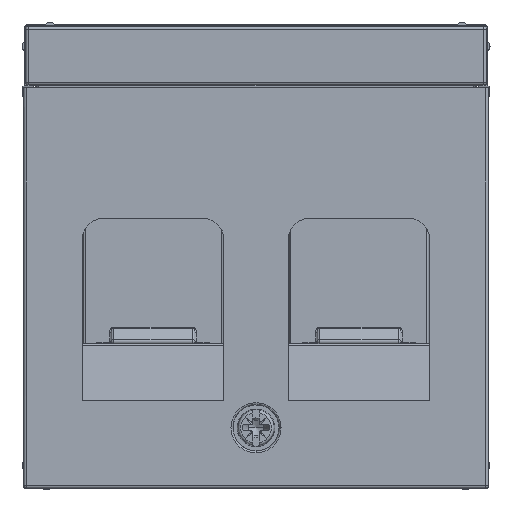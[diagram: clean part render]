
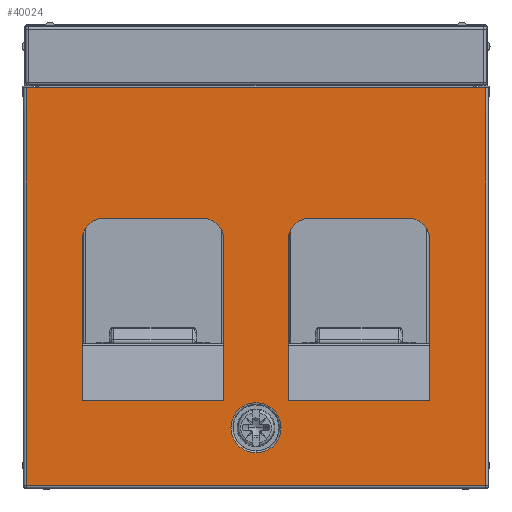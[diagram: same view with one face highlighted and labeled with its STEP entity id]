
A CAD part, top view. The second image highlights one B-rep face of the part: STEP entity #40024.
In plain terms, the highlighted face is planar.
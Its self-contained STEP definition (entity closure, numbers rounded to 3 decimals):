
#10384=DIRECTION('',(-1.,0.,0.));
#10385=VECTOR('',#10384,54.881);
#10386=CARTESIAN_POINT('',(27.44,10.,-20.087));
#10387=LINE('18689',#10386,#10385);
#10388=DIRECTION('',(0.,0.,-1.));
#10389=VECTOR('',#10388,47.527);
#10390=CARTESIAN_POINT('',(27.44,10.,27.44));
#10391=LINE('18712',#10390,#10389);
#10392=DIRECTION('',(1.,0.,0.));
#10393=VECTOR('',#10392,54.881);
#10394=CARTESIAN_POINT('',(-27.44,10.,27.44));
#10395=LINE('15174',#10394,#10393);
#10396=DIRECTION('',(0.,0.,1.));
#10397=VECTOR('',#10396,47.527);
#10398=CARTESIAN_POINT('',(-27.44,10.,-20.087));
#10399=LINE('18713',#10398,#10397);
#10400=DIRECTION('',(1.,0.,0.));
#10401=VECTOR('',#10400,16.9);
#10402=CARTESIAN_POINT('',(3.85,10.,17.3));
#10403=LINE('35466',#10402,#10401);
#10404=DIRECTION('',(-1.,0.,0.));
#10405=VECTOR('',#10404,16.9);
#10406=CARTESIAN_POINT('',(-3.85,10.,17.3));
#10407=LINE('35467',#10406,#10405);
#10408=CARTESIAN_POINT('',(0.,10.,20.53));
#10409=DIRECTION('',(0.,-1.,0.));
#10410=DIRECTION('',(0.,0.,1.));
#10411=AXIS2_PLACEMENT_3D('',#10408,#10409,#10410);
#10413=CARTESIAN_POINT('',(0.,10.,20.53));
#10414=DIRECTION('',(0.,-1.,0.));
#10415=DIRECTION('',(1.,0.,0.));
#10416=AXIS2_PLACEMENT_3D('',#10413,#10414,#10415);
#15654=DIRECTION('',(0.,0.,-1.));
#15655=VECTOR('',#15654,19.3);
#15656=CARTESIAN_POINT('',(3.85,10.,17.3));
#15657=LINE('35852',#15656,#15655);
#15680=CARTESIAN_POINT('',(6.35,10.,-2.));
#15681=DIRECTION('',(0.,-1.,0.));
#15682=DIRECTION('',(-1.,0.,0.));
#15683=AXIS2_PLACEMENT_3D('',#15680,#15681,#15682);
#15689=DIRECTION('',(1.,0.,0.));
#15690=VECTOR('',#15689,11.9);
#15691=CARTESIAN_POINT('',(6.35,10.,-4.5));
#15692=LINE('35859',#15691,#15690);
#15719=CARTESIAN_POINT('',(18.25,10.,-2.));
#15720=DIRECTION('',(0.,-1.,0.));
#15721=DIRECTION('',(0.,0.,-1.));
#15722=AXIS2_PLACEMENT_3D('',#15719,#15720,#15721);
#15728=DIRECTION('',(0.,0.,1.));
#15729=VECTOR('',#15728,19.3);
#15730=CARTESIAN_POINT('',(20.75,10.,-2.));
#15731=LINE('35851',#15730,#15729);
#17990=DIRECTION('',(0.,0.,-1.));
#17991=VECTOR('',#17990,19.3);
#17992=CARTESIAN_POINT('',(-20.75,10.,17.3));
#17993=LINE('35856',#17992,#17991);
#18016=CARTESIAN_POINT('',(-18.25,10.,-2.));
#18017=DIRECTION('',(0.,-1.,0.));
#18018=DIRECTION('',(-1.,0.,0.));
#18019=AXIS2_PLACEMENT_3D('',#18016,#18017,#18018);
#18029=DIRECTION('',(1.,0.,0.));
#18030=VECTOR('',#18029,11.9);
#18031=CARTESIAN_POINT('',(-18.25,10.,-4.5));
#18032=LINE('35849',#18031,#18030);
#18055=CARTESIAN_POINT('',(-6.35,10.,-2.));
#18056=DIRECTION('',(0.,-1.,0.));
#18057=DIRECTION('',(0.,0.,-1.));
#18058=AXIS2_PLACEMENT_3D('',#18055,#18056,#18057);
#18064=DIRECTION('',(0.,0.,1.));
#18065=VECTOR('',#18064,19.3);
#18066=CARTESIAN_POINT('',(-3.85,10.,-2.));
#18067=LINE('35855',#18066,#18065);
#21465=CARTESIAN_POINT('',(-27.44,10.,27.44));
#21466=CARTESIAN_POINT('',(27.44,10.,27.44));
#21467=VERTEX_POINT('',#21465);
#21468=VERTEX_POINT('',#21466);
#21533=CARTESIAN_POINT('',(27.44,10.,-20.087));
#21534=CARTESIAN_POINT('',(-27.44,10.,-20.087));
#21535=VERTEX_POINT('',#21533);
#21536=VERTEX_POINT('',#21534);
#24391=CARTESIAN_POINT('',(3.85,10.,17.3));
#24392=CARTESIAN_POINT('',(20.75,10.,17.3));
#24393=VERTEX_POINT('',#24391);
#24394=VERTEX_POINT('',#24392);
#24395=CARTESIAN_POINT('',(-3.85,10.,17.3));
#24396=CARTESIAN_POINT('',(-20.75,10.,17.3));
#24397=VERTEX_POINT('',#24395);
#24398=VERTEX_POINT('',#24396);
#24400=CARTESIAN_POINT('',(6.35,10.,-4.5));
#24402=VERTEX_POINT('',#24400);
#24404=CARTESIAN_POINT('',(3.85,10.,-2.));
#24406=VERTEX_POINT('',#24404);
#24412=CARTESIAN_POINT('',(20.75,10.,-2.));
#24414=VERTEX_POINT('',#24412);
#24416=CARTESIAN_POINT('',(18.25,10.,-4.5));
#24418=VERTEX_POINT('',#24416);
#24424=CARTESIAN_POINT('',(-3.85,10.,-2.));
#24426=VERTEX_POINT('',#24424);
#24428=CARTESIAN_POINT('',(-6.35,10.,-4.5));
#24430=VERTEX_POINT('',#24428);
#24436=CARTESIAN_POINT('',(-18.25,10.,-4.5));
#24438=VERTEX_POINT('',#24436);
#24440=CARTESIAN_POINT('',(-20.75,10.,-2.));
#24442=VERTEX_POINT('',#24440);
#24633=CARTESIAN_POINT('',(0.,10.,23.525));
#24634=CARTESIAN_POINT('',(2.995,10.,20.53));
#24635=VERTEX_POINT('',#24633);
#24636=VERTEX_POINT('',#24634);
#39976=CARTESIAN_POINT('',(0.,10.,0.));
#39977=DIRECTION('',(0.,1.,0.));
#39978=DIRECTION('',(0.,0.,-1.));
#39979=AXIS2_PLACEMENT_3D('',#39976,#39977,#39978);
#39980=PLANE('14823',#39979);
#39982=ORIENTED_EDGE('18689',*,*,#39981,.F.);
#39984=ORIENTED_EDGE('18712',*,*,#39983,.F.);
#39986=ORIENTED_EDGE('15174',*,*,#39985,.F.);
#39988=ORIENTED_EDGE('18713',*,*,#39987,.F.);
#39989=EDGE_LOOP('14823',(#39982,#39984,#39986,#39988));
#39990=FACE_OUTER_BOUND('14823',#39989,.F.);
#39992=ORIENTED_EDGE('35851',*,*,#39991,.F.);
#39994=ORIENTED_EDGE('35873',*,*,#39993,.F.);
#39996=ORIENTED_EDGE('35859',*,*,#39995,.F.);
#39998=ORIENTED_EDGE('35871',*,*,#39997,.F.);
#40000=ORIENTED_EDGE('35852',*,*,#39999,.F.);
#40002=ORIENTED_EDGE('35466',*,*,#40001,.T.);
#40003=EDGE_LOOP('14823',(#39992,#39994,#39996,#39998,#40000,#40002));
#40004=FACE_BOUND('14823',#40003,.F.);
#40006=ORIENTED_EDGE('35855',*,*,#40005,.F.);
#40008=ORIENTED_EDGE('35875',*,*,#40007,.F.);
#40010=ORIENTED_EDGE('35849',*,*,#40009,.F.);
#40012=ORIENTED_EDGE('35877',*,*,#40011,.F.);
#40014=ORIENTED_EDGE('35856',*,*,#40013,.F.);
#40016=ORIENTED_EDGE('35467',*,*,#40015,.F.);
#40017=EDGE_LOOP('14823',(#40006,#40008,#40010,#40012,#40014,#40016));
#40018=FACE_BOUND('14823',#40017,.F.);
#40019=ORIENTED_EDGE('39289',*,*,#39966,.F.);
#40021=ORIENTED_EDGE('39291',*,*,#40020,.F.);
#40022=EDGE_LOOP('14823',(#40019,#40021));
#40023=FACE_BOUND('14823',#40022,.F.);
#40024=ADVANCED_FACE('14823',(#39990,#40004,#40018,#40023),#39980,.T.);
#10412=CIRCLE('39289',#10411,2.995);
#10417=CIRCLE('39291',#10416,2.995);
#15684=CIRCLE('35871',#15683,2.5);
#15723=CIRCLE('35873',#15722,2.5);
#18020=CIRCLE('35877',#18019,2.5);
#18059=CIRCLE('35875',#18058,2.5);
#39966=EDGE_CURVE('39289',#24635,#24636,#10412,.T.);
#39981=EDGE_CURVE('18689',#21535,#21536,#10387,.T.);
#39983=EDGE_CURVE('18712',#21468,#21535,#10391,.T.);
#39985=EDGE_CURVE('15174',#21467,#21468,#10395,.T.);
#39987=EDGE_CURVE('18713',#21536,#21467,#10399,.T.);
#39991=EDGE_CURVE('35851',#24414,#24394,#15731,.T.);
#39993=EDGE_CURVE('35873',#24418,#24414,#15723,.T.);
#39995=EDGE_CURVE('35859',#24402,#24418,#15692,.T.);
#39997=EDGE_CURVE('35871',#24406,#24402,#15684,.T.);
#39999=EDGE_CURVE('35852',#24393,#24406,#15657,.T.);
#40001=EDGE_CURVE('35466',#24393,#24394,#10403,.T.);
#40005=EDGE_CURVE('35855',#24426,#24397,#18067,.T.);
#40007=EDGE_CURVE('35875',#24430,#24426,#18059,.T.);
#40009=EDGE_CURVE('35849',#24438,#24430,#18032,.T.);
#40011=EDGE_CURVE('35877',#24442,#24438,#18020,.T.);
#40013=EDGE_CURVE('35856',#24398,#24442,#17993,.T.);
#40015=EDGE_CURVE('35467',#24397,#24398,#10407,.T.);
#40020=EDGE_CURVE('39291',#24636,#24635,#10417,.T.);
